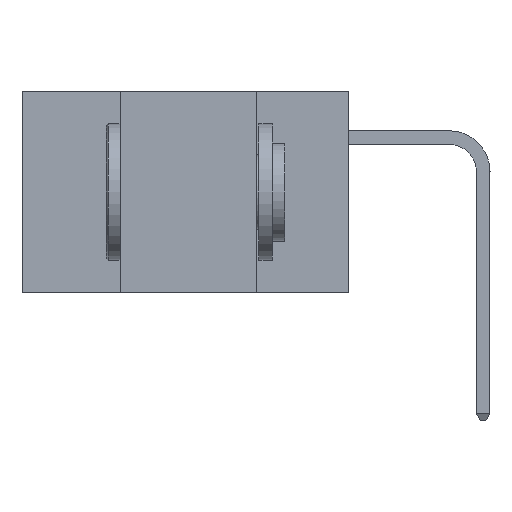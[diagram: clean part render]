
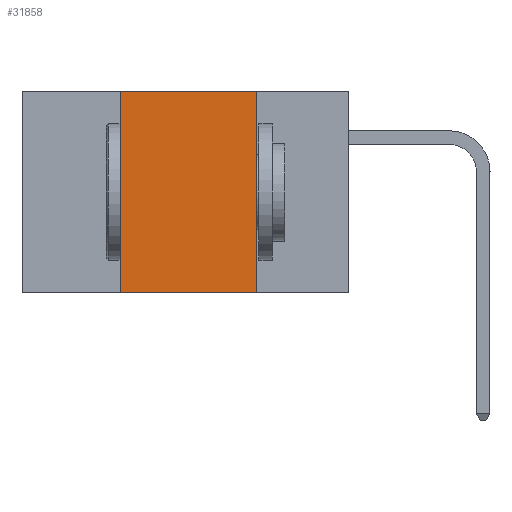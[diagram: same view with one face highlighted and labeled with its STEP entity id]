
A CAD part, left-side view. The second image highlights one B-rep face of the part: STEP entity #31858.
In plain terms, the highlighted planar face has unit normal (-1, 0, 0).
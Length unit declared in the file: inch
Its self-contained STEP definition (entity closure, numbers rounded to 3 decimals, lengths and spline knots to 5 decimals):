
#449 = CARTESIAN_POINT ( 'NONE',  ( 0., 0.6, 0. ) ) ;
#1770 = EDGE_CURVE ( 'NONE', #37136, #21905, #11686, .T. ) ;
#2851 = DIRECTION ( 'NONE',  ( 1., 0., 0. ) ) ;
#3679 = CARTESIAN_POINT ( 'NONE',  ( 0., 0.42, 0. ) ) ;
#4227 = EDGE_CURVE ( 'NONE', #21905, #22894, #31939, .T. ) ;
#7220 = VERTEX_POINT ( 'NONE', #26805 ) ;
#7441 = ORIENTED_EDGE ( 'NONE', *, *, #33606, .T. ) ;
#8129 = DIRECTION ( 'NONE',  ( 0., -1., 0. ) ) ;
#10054 = DIRECTION ( 'NONE',  ( 0., 0., -1. ) ) ;
#10618 = VECTOR ( 'NONE', #17732, 39.37008 ) ;
#11686 = LINE ( 'NONE', #20947, #10618 ) ;
#12278 = AXIS2_PLACEMENT_3D ( 'NONE', #43149, #2851, #26417 ) ;
#12318 = CARTESIAN_POINT ( 'NONE',  ( 0., 0.17, 0. ) ) ;
#13067 = VECTOR ( 'NONE', #40892, 39.37008 ) ;
#14789 = VECTOR ( 'NONE', #10054, 39.37008 ) ;
#14917 = CARTESIAN_POINT ( 'NONE',  ( 0., 0.6, -0.37 ) ) ;
#17732 = DIRECTION ( 'NONE',  ( 0., 0., 1. ) ) ;
#19664 = PLANE ( 'NONE',  #12278 ) ;
#20541 = ORIENTED_EDGE ( 'NONE', *, *, #21823, .F. ) ;
#20583 = ORIENTED_EDGE ( 'NONE', *, *, #4227, .F. ) ;
#20947 = CARTESIAN_POINT ( 'NONE',  ( 0., 0.42, 0. ) ) ;
#21823 = EDGE_CURVE ( 'NONE', #22894, #7220, #41549, .T. ) ;
#21905 = VERTEX_POINT ( 'NONE', #3679 ) ;
#22016 = VECTOR ( 'NONE', #8129, 39.37008 ) ;
#22894 = VERTEX_POINT ( 'NONE', #12318 ) ;
#23043 = LINE ( 'NONE', #14917, #22016 ) ;
#26417 = DIRECTION ( 'NONE',  ( 0., 0., -1. ) ) ;
#26805 = CARTESIAN_POINT ( 'NONE',  ( 0., 0.17, -0.37 ) ) ;
#29940 = EDGE_LOOP ( 'NONE', ( #20541, #20583, #30994, #7441 ) ) ;
#30453 = CARTESIAN_POINT ( 'NONE',  ( 0., 0.42, -0.37 ) ) ;
#30994 = ORIENTED_EDGE ( 'NONE', *, *, #1770, .F. ) ;
#31858 = ADVANCED_FACE ( 'NONE', ( #35284 ), #19664, .F. ) ;
#31939 = LINE ( 'NONE', #449, #13067 ) ;
#33474 = CARTESIAN_POINT ( 'NONE',  ( 0., 0.17, 0. ) ) ;
#33606 = EDGE_CURVE ( 'NONE', #37136, #7220, #23043, .T. ) ;
#35284 = FACE_OUTER_BOUND ( 'NONE', #29940, .T. ) ;
#37136 = VERTEX_POINT ( 'NONE', #30453 ) ;
#40892 = DIRECTION ( 'NONE',  ( 0., -1., 0. ) ) ;
#41549 = LINE ( 'NONE', #33474, #14789 ) ;
#43149 = CARTESIAN_POINT ( 'NONE',  ( 0., 0.6, 0. ) ) ;
